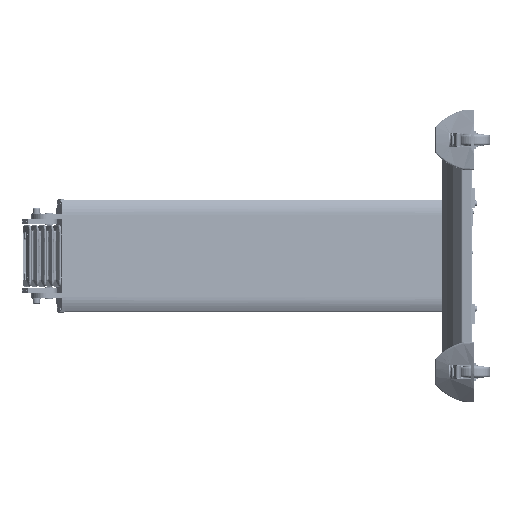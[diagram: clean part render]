
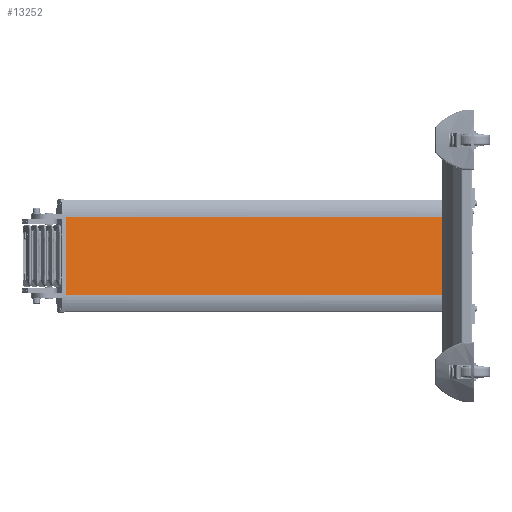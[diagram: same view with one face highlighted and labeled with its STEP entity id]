
A CAD part, left-side view. The second image highlights one B-rep face of the part: STEP entity #13252.
In plain terms, the highlighted face is planar.
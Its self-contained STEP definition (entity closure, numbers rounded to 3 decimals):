
#6929 = DIRECTION ( 'NONE',  ( 0., 0., 1. ) ) ;
#13252 = ADVANCED_FACE ( 'Fl�che5', ( #53832 ), #77175, .F. ) ;
#15799 = CARTESIAN_POINT ( 'NONE',  ( 975., -24., -89.5 ) ) ;
#22748 = VECTOR ( 'NONE', #6929, 1000. ) ;
#23400 = DIRECTION ( 'NONE',  ( 1., 0., 0. ) ) ;
#31500 = ORIENTED_EDGE ( 'NONE', *, *, #209021, .T. ) ;
#37444 = CARTESIAN_POINT ( 'NONE',  ( 0., -24., 89.5 ) ) ;
#39986 = VERTEX_POINT ( 'NONE', #15799 ) ;
#40388 = CARTESIAN_POINT ( 'NONE',  ( 1000., -24., -89.5 ) ) ;
#53832 = FACE_OUTER_BOUND ( 'NONE', #201638, .T. ) ;
#55588 = EDGE_CURVE ( 'NONE', #167152, #39986, #66078, .T. ) ;
#57404 = CARTESIAN_POINT ( 'NONE',  ( 0., -24., 130. ) ) ;
#66078 = LINE ( 'NONE', #40388, #201144 ) ;
#77175 = PLANE ( 'NONE',  #192043 ) ;
#89325 = VERTEX_POINT ( 'NONE', #190987 ) ;
#96204 = ORIENTED_EDGE ( 'NONE', *, *, #149375, .T. ) ;
#97232 = EDGE_CURVE ( 'NONE', #148768, #167152, #179972, .T. ) ;
#103823 = ORIENTED_EDGE ( 'NONE', *, *, #97232, .T. ) ;
#104904 = CARTESIAN_POINT ( 'NONE',  ( 0., -24., -89.5 ) ) ;
#111289 = DIRECTION ( 'NONE',  ( 0., 0., 1. ) ) ;
#130585 = DIRECTION ( 'NONE',  ( -1., 0., 0. ) ) ;
#144510 = CARTESIAN_POINT ( 'NONE',  ( 1000., -24., 130. ) ) ;
#148768 = VERTEX_POINT ( 'NONE', #37444 ) ;
#149375 = EDGE_CURVE ( 'NONE', #39986, #89325, #157869, .T. ) ;
#150312 = ORIENTED_EDGE ( 'NONE', *, *, #55588, .T. ) ;
#154749 = LINE ( 'NONE', #180858, #199731 ) ;
#157869 = LINE ( 'NONE', #209682, #22748 ) ;
#167152 = VERTEX_POINT ( 'NONE', #104904 ) ;
#174716 = VECTOR ( 'NONE', #175808, 1000. ) ;
#175808 = DIRECTION ( 'NONE',  ( 0., 0., -1. ) ) ;
#179972 = LINE ( 'NONE', #57404, #174716 ) ;
#180858 = CARTESIAN_POINT ( 'NONE',  ( 1000., -24., 89.5 ) ) ;
#190987 = CARTESIAN_POINT ( 'NONE',  ( 975., -24., 89.5 ) ) ;
#192043 = AXIS2_PLACEMENT_3D ( 'NONE', #144510, #212592, #111289 ) ;
#199731 = VECTOR ( 'NONE', #130585, 1000. ) ;
#201144 = VECTOR ( 'NONE', #23400, 1000. ) ;
#201638 = EDGE_LOOP ( 'NONE', ( #150312, #96204, #31500, #103823 ) ) ;
#209021 = EDGE_CURVE ( 'NONE', #89325, #148768, #154749, .T. ) ;
#209682 = CARTESIAN_POINT ( 'NONE',  ( 975., -24., 130. ) ) ;
#212592 = DIRECTION ( 'NONE',  ( 0., 1., 0. ) ) ;
